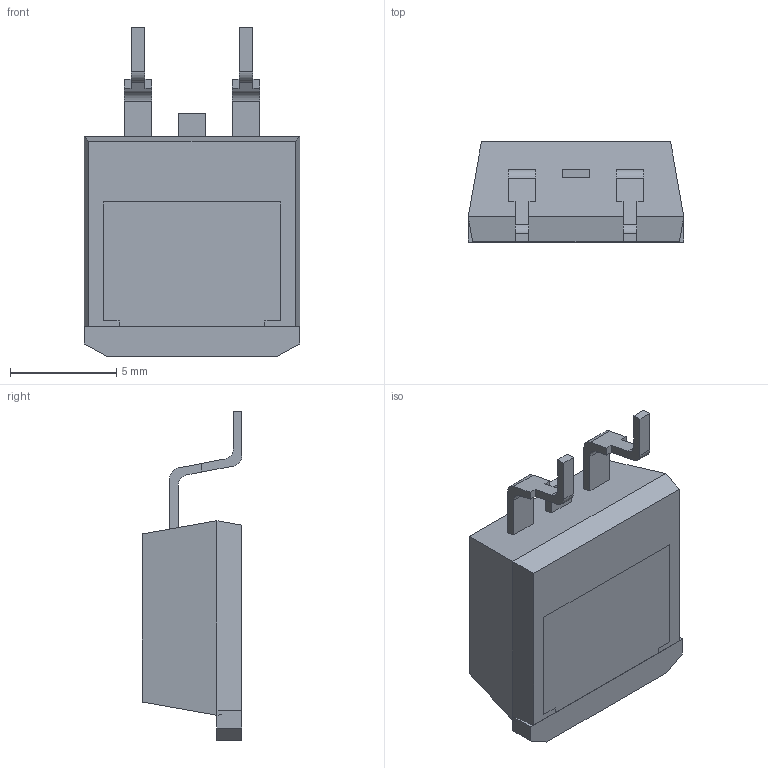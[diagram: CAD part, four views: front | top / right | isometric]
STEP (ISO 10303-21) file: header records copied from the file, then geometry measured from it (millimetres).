
FILE_DESCRIPTION (( 'STEP AP214' ), '1' );
FILE_NAME ('CSD19536KTT.STEP', '2022-09-15T12:11:42', ( '' ), ( '' ), 'SwSTEP 2.0', 'SolidWorks 2018', '' );
FILE_SCHEMA (( 'AUTOMOTIVE_DESIGN' ));
Length unit declared in the file: millimetre
Products named in the file (1): CSD19536KTT
Bounding box: 10.14 x 4.7 x 15.5 mm (x, y, z)
Volume: 413.9 mm3; surface area: 434 mm2
Topology: 5 solids, 5 shells, 64 faces, 161 edges, 108 vertices
Faces by surface type: plane 54, cylinder 10
Entity records: 2213 total; most frequent: CARTESIAN_POINT 334, ORIENTED_EDGE 322, DIRECTION 311, EDGE_CURVE 161, VECTOR 141, LINE 141, VERTEX_POINT 108, AXIS2_PLACEMENT_3D 85
